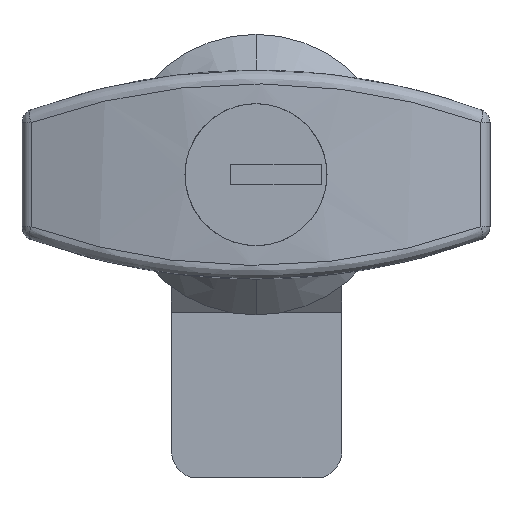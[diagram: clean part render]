
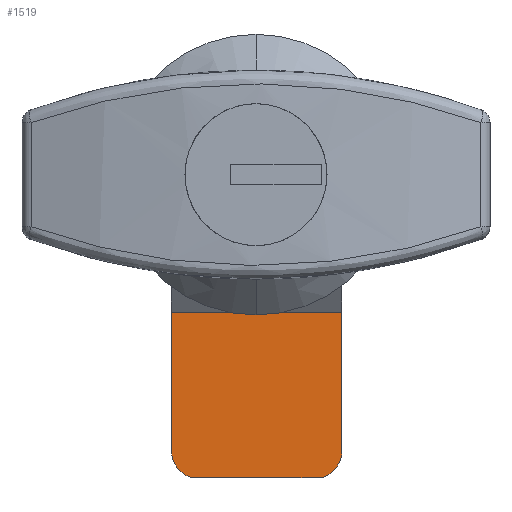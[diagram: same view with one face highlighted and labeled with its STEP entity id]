
A CAD part, front view. The second image highlights one B-rep face of the part: STEP entity #1519.
In plain terms, the highlighted planar face has unit normal (0, -1, 0).
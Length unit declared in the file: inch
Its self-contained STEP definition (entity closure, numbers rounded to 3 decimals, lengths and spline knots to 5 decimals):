
#154 = VERTEX_POINT ( 'NONE', #1501 ) ;
#239 = EDGE_LOOP ( 'NONE', ( #2721, #2675, #284, #2389, #2329, #3251 ) ) ;
#284 = ORIENTED_EDGE ( 'NONE', *, *, #3206, .T. ) ;
#356 = CARTESIAN_POINT ( 'NONE',  ( -0.372, 1.1, -0.60472 ) ) ;
#358 = LINE ( 'NONE', #3545, #784 ) ;
#582 = VECTOR ( 'NONE', #1160, 39.37008 ) ;
#632 = VERTEX_POINT ( 'NONE', #2154 ) ;
#702 = AXIS2_PLACEMENT_3D ( 'NONE', #356, #3655, #3667 ) ;
#784 = VECTOR ( 'NONE', #1735, 39.37008 ) ;
#793 = CARTESIAN_POINT ( 'NONE',  ( 0.378, 1.1, -0.60472 ) ) ;
#808 = DIRECTION ( 'NONE',  ( -1., 0., 0. ) ) ;
#848 = CARTESIAN_POINT ( 'NONE',  ( -0.372, 1.1, 0.3665 ) ) ;
#1016 = CARTESIAN_POINT ( 'NONE',  ( -0.372, 1.1, -1.21446 ) ) ;
#1160 = DIRECTION ( 'NONE',  ( 0., 0., -1. ) ) ;
#1168 = DIRECTION ( 'NONE',  ( 0., 0., 1. ) ) ;
#1501 = CARTESIAN_POINT ( 'NONE',  ( 0.378, 1.1, -1.21446 ) ) ;
#1519 = ADVANCED_FACE ( 'NONE', ( #1588 ), #2504, .T. ) ;
#1588 = FACE_OUTER_BOUND ( 'NONE', #239, .T. ) ;
#1692 = DIRECTION ( 'NONE',  ( 0., 1., 0. ) ) ;
#1735 = DIRECTION ( 'NONE',  ( -1., 0., 0. ) ) ;
#1753 = AXIS2_PLACEMENT_3D ( 'NONE', #2022, #1692, #2599 ) ;
#1960 = CIRCLE ( 'NONE', #3383, 0.125 ) ;
#2022 = CARTESIAN_POINT ( 'NONE',  ( -0.247, 1.1, -1.21446 ) ) ;
#2028 = EDGE_CURVE ( 'NONE', #3460, #3294, #358, .T. ) ;
#2066 = DIRECTION ( 'NONE',  ( 0., 1., 0. ) ) ;
#2154 = CARTESIAN_POINT ( 'NONE',  ( -0.372, 1.1, -0.60472 ) ) ;
#2162 = VERTEX_POINT ( 'NONE', #793 ) ;
#2329 = ORIENTED_EDGE ( 'NONE', *, *, #2028, .F. ) ;
#2389 = ORIENTED_EDGE ( 'NONE', *, *, #3550, .F. ) ;
#2504 = PLANE ( 'NONE',  #702 ) ;
#2529 = CARTESIAN_POINT ( 'NONE',  ( 0.29113, 1.1, -1.3335 ) ) ;
#2599 = DIRECTION ( 'NONE',  ( 0., 0., 1. ) ) ;
#2675 = ORIENTED_EDGE ( 'NONE', *, *, #2994, .T. ) ;
#2714 = EDGE_CURVE ( 'NONE', #2162, #154, #3065, .T. ) ;
#2721 = ORIENTED_EDGE ( 'NONE', *, *, #2714, .F. ) ;
#2757 = DIRECTION ( 'NONE',  ( 0., 0., -1. ) ) ;
#2840 = VECTOR ( 'NONE', #808, 39.37008 ) ;
#2994 = EDGE_CURVE ( 'NONE', #2162, #632, #3059, .T. ) ;
#3059 = LINE ( 'NONE', #3721, #2840 ) ;
#3065 = LINE ( 'NONE', #3074, #3478 ) ;
#3074 = CARTESIAN_POINT ( 'NONE',  ( 0.378, 1.1, 0.3665 ) ) ;
#3206 = EDGE_CURVE ( 'NONE', #632, #3502, #3332, .T. ) ;
#3251 = ORIENTED_EDGE ( 'NONE', *, *, #3806, .F. ) ;
#3294 = VERTEX_POINT ( 'NONE', #3551 ) ;
#3332 = LINE ( 'NONE', #848, #582 ) ;
#3376 = CIRCLE ( 'NONE', #1753, 0.125 ) ;
#3383 = AXIS2_PLACEMENT_3D ( 'NONE', #3535, #2066, #1168 ) ;
#3460 = VERTEX_POINT ( 'NONE', #2529 ) ;
#3478 = VECTOR ( 'NONE', #2757, 39.37008 ) ;
#3502 = VERTEX_POINT ( 'NONE', #1016 ) ;
#3535 = CARTESIAN_POINT ( 'NONE',  ( 0.253, 1.1, -1.21446 ) ) ;
#3545 = CARTESIAN_POINT ( 'NONE',  ( -0.372, 1.1, -1.3335 ) ) ;
#3550 = EDGE_CURVE ( 'NONE', #3294, #3502, #3376, .T. ) ;
#3551 = CARTESIAN_POINT ( 'NONE',  ( -0.28513, 1.1, -1.3335 ) ) ;
#3655 = DIRECTION ( 'NONE',  ( 0., -1., 0. ) ) ;
#3667 = DIRECTION ( 'NONE',  ( 0., 0., 1. ) ) ;
#3721 = CARTESIAN_POINT ( 'NONE',  ( -0.372, 1.1, -0.60472 ) ) ;
#3806 = EDGE_CURVE ( 'NONE', #154, #3460, #1960, .T. ) ;
